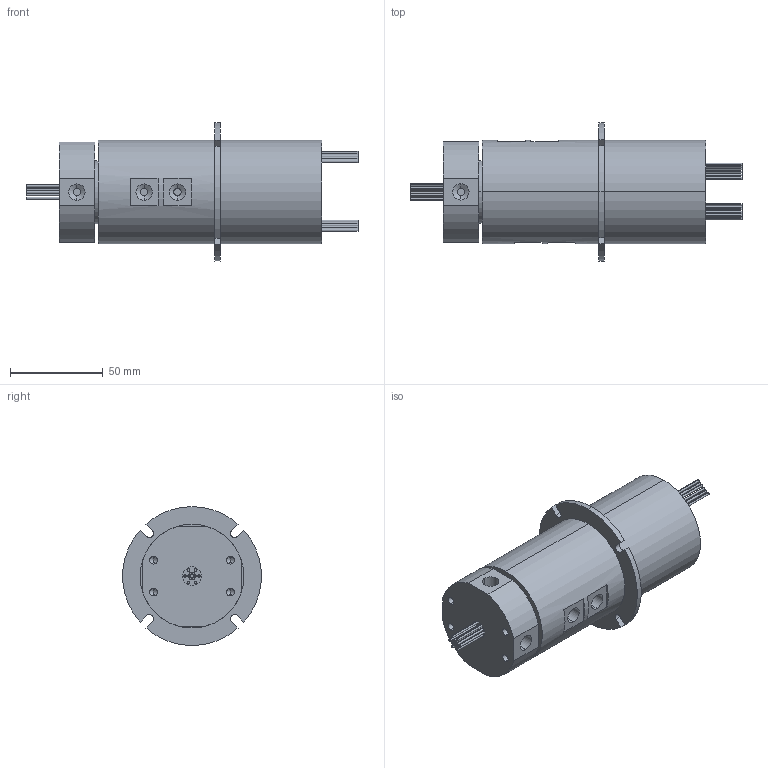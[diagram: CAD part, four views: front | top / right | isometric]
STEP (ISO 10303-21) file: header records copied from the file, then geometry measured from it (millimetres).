
FILE_DESCRIPTION (( 'STEP AP203' ), '1' );
FILE_NAME ('RX00731005--RX-PN1804-QS1-C0012C01.STEP', '2020-08-03T08:44:40', ( 'gongcheng1' ), ( '' ), 'SwSTEP 2.0', 'SolidWorks 2014', '' );
FILE_SCHEMA (( 'CONFIG_CONTROL_DESIGN' ));
Length unit declared in the file: millimetre
Products named in the file (1): RX00731005--RX-PN1804-QS1-C0012C01
Bounding box: 179.3 x 74.76 x 74.88 mm (x, y, z)
Volume: 344663.8 mm3; surface area: 42642.7 mm2
Topology: 1 solids, 1 shells, 216 faces, 467 edges, 294 vertices
Faces by surface type: cylinder 125, plane 67, cone 24
Entity records: 5970 total; most frequent: DIRECTION 1151, CARTESIAN_POINT 970, ORIENTED_EDGE 918, AXIS2_PLACEMENT_3D 475, EDGE_CURVE 459, VERTEX_POINT 294, EDGE_LOOP 265, CIRCLE 258
